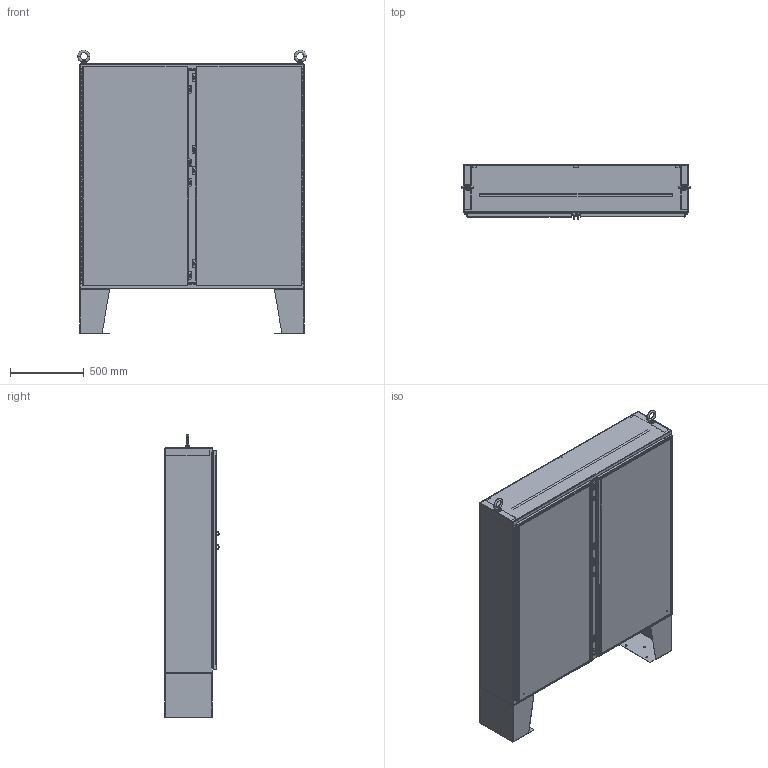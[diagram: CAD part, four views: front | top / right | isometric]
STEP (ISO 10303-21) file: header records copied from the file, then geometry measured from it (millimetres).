
FILE_DESCRIPTION (( 'STEP AP203' ), '1' );
FILE_NAME ('1422N4D12F_Default.step', '2019-11-04T20:59:43', ( '' ), ( '' ), 'SwSTEP 2.0', 'SolidWorks 2019', '' );
FILE_SCHEMA (( 'CONFIG_CONTROL_DESIGN' ));
Products named in the file (1): 1422N4D12F_Default
Bounding box: 1552.48 x 367.49 x 1924.76 mm (x, y, z)
Volume: 27719540.1 mm3; surface area: 21980725.1 mm2
Topology: 107 solids, 109 shells, 3407 faces, 8921 edges, 5780 vertices
Faces by surface type: plane 1754, cylinder 1441, bspline 152, cone 44, torus 16
Entity records: 116192 total; most frequent: CARTESIAN_POINT 30623, DIRECTION 18041, ORIENTED_EDGE 17810, EDGE_CURVE 8905, AXIS2_PLACEMENT_3D 6256, VERTEX_POINT 5780, LINE 5529, VECTOR 5529
